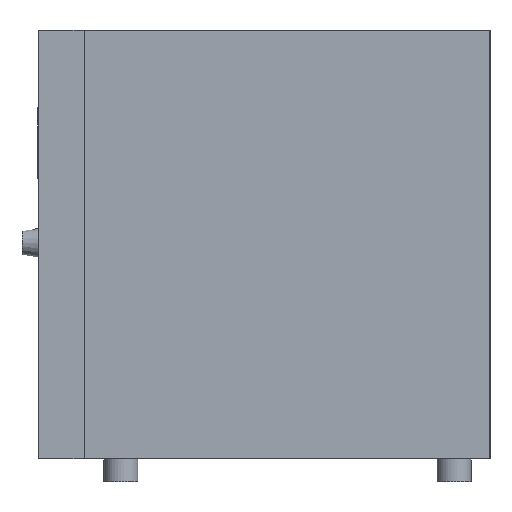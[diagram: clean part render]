
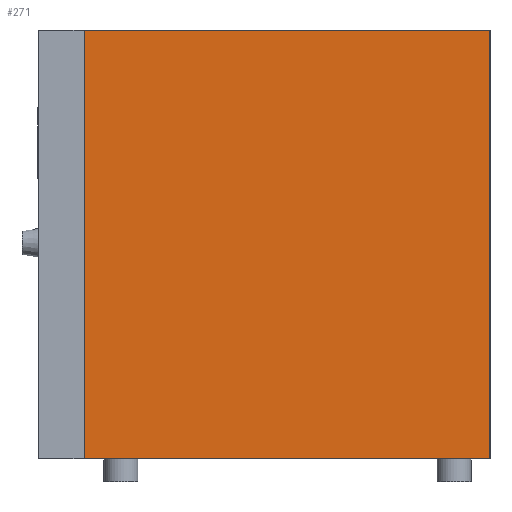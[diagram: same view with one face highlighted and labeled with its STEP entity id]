
A CAD part, left-side view. The second image highlights one B-rep face of the part: STEP entity #271.
In plain terms, the highlighted planar face has unit normal (-1, 0, 0).
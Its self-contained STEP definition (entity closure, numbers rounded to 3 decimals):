
#30=LINE('',#828,#82);
#36=LINE('',#839,#88);
#37=LINE('',#841,#89);
#38=LINE('',#843,#90);
#82=VECTOR('',#686,1.);
#88=VECTOR('',#696,1.);
#89=VECTOR('',#697,1.);
#90=VECTOR('',#698,1.);
#203=PLANE('',#613);
#235=FACE_OUTER_BOUND('',#326,.T.);
#271=ADVANCED_FACE('',(#235),#203,.T.);
#326=EDGE_LOOP('',(#380,#381,#382,#383));
#380=ORIENTED_EDGE('',*,*,#538,.F.);
#381=ORIENTED_EDGE('',*,*,#532,.F.);
#382=ORIENTED_EDGE('',*,*,#539,.T.);
#383=ORIENTED_EDGE('',*,*,#540,.T.);
#488=VERTEX_POINT('',#827);
#489=VERTEX_POINT('',#829);
#492=VERTEX_POINT('',#840);
#493=VERTEX_POINT('',#842);
#532=EDGE_CURVE('',#488,#489,#30,.T.);
#538=EDGE_CURVE('',#489,#492,#36,.T.);
#539=EDGE_CURVE('',#488,#493,#37,.T.);
#540=EDGE_CURVE('',#493,#492,#38,.T.);
#613=AXIS2_PLACEMENT_3D('',#844,#699,#700);
#686=DIRECTION('',(0.,0.,1.));
#696=DIRECTION('',(0.,-1.,0.));
#697=DIRECTION('',(0.,-1.,0.));
#698=DIRECTION('',(0.,0.,1.));
#699=DIRECTION('',(-1.,0.,0.));
#700=DIRECTION('',(0.,0.,1.));
#827=CARTESIAN_POINT('',(-250.,160.,20.));
#828=CARTESIAN_POINT('',(-250.,160.,20.));
#829=CARTESIAN_POINT('',(-250.,160.,400.));
#839=CARTESIAN_POINT('',(-250.,160.,400.));
#840=CARTESIAN_POINT('',(-250.,-200.,400.));
#841=CARTESIAN_POINT('',(-250.,160.,20.));
#842=CARTESIAN_POINT('',(-250.,-200.,20.));
#843=CARTESIAN_POINT('',(-250.,-200.,20.));
#844=CARTESIAN_POINT('',(-250.,160.,20.));
